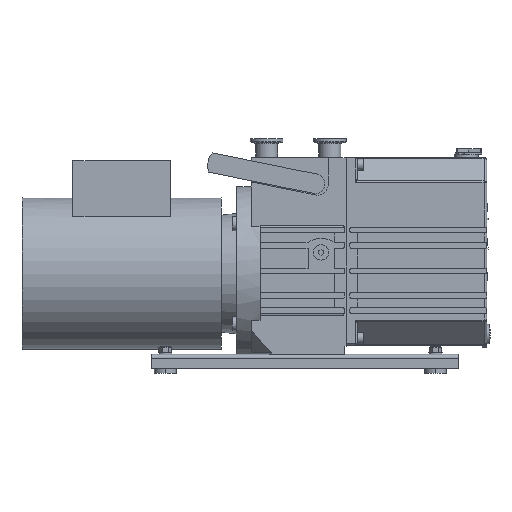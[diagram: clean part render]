
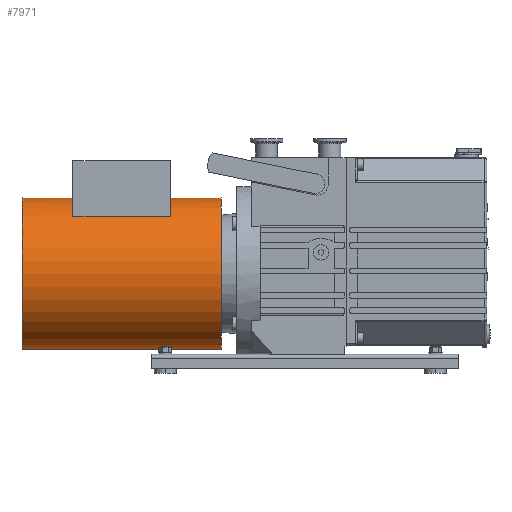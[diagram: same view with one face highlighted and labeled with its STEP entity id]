
A CAD part, left-side view. The second image highlights one B-rep face of the part: STEP entity #7971.
In plain terms, the highlighted cylindrical face has radius 69.5 mm (diameter 139 mm), a full revolution.
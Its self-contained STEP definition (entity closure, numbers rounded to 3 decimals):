
#7908=CARTESIAN_POINT('',(0.,263.5,0.));
#7909=DIRECTION('',(0.0,-1.0,0.0));
#7910=DIRECTION('',(0.0,0.0,-1.0));
#7911=AXIS2_PLACEMENT_3D('',#7908,#7909,#7910);
#7912=CYLINDRICAL_SURFACE('',#7911,69.5);
#7913=CARTESIAN_POINT('',(69.5,297.5,0.));
#7914=VERTEX_POINT('',#7913);
#7915=CARTESIAN_POINT('',(0.,297.5,0.));
#7916=DIRECTION('',(0.0,-1.0,0.0));
#7917=DIRECTION('',(-1.0,0.0,0.0));
#7918=AXIS2_PLACEMENT_3D('',#7915,#7916,#7917);
#7919=CIRCLE('',#7918,69.5);
#7920=EDGE_CURVE('',#7914,#7914,#7919,.T.);
#7921=ORIENTED_EDGE('',*,*,#7920,.T.);
#7922=EDGE_LOOP('',(#7921));
#7923=FACE_OUTER_BOUND('',#7922,.T.);
#7924=CARTESIAN_POINT('',(69.5,114.5,0.));
#7925=VERTEX_POINT('',#7924);
#7926=CARTESIAN_POINT('',(0.,114.5,0.));
#7927=DIRECTION('',(0.0,1.0,0.0));
#7928=DIRECTION('',(-1.0,0.0,0.0));
#7929=AXIS2_PLACEMENT_3D('',#7926,#7927,#7928);
#7930=CIRCLE('',#7929,69.5);
#7931=EDGE_CURVE('',#7925,#7925,#7930,.T.);
#7932=ORIENTED_EDGE('',*,*,#7931,.T.);
#7933=EDGE_LOOP('',(#7932));
#7934=FACE_BOUND('',#7933,.T.);
#7935=CARTESIAN_POINT('',(-46.,250.75,52.098));
#7936=VERTEX_POINT('',#7935);
#7937=CARTESIAN_POINT('',(46.,250.75,52.098));
#7938=VERTEX_POINT('',#7937);
#7939=CARTESIAN_POINT('',(0.,250.75,0.));
#7940=DIRECTION('',(0.0,1.0,0.0));
#7941=DIRECTION('',(0.0,0.0,-1.0));
#7942=AXIS2_PLACEMENT_3D('',#7939,#7940,#7941);
#7943=CIRCLE('',#7942,69.5);
#7944=EDGE_CURVE('',#7936,#7938,#7943,.T.);
#7945=ORIENTED_EDGE('',*,*,#7944,.T.);
#7946=CARTESIAN_POINT('',(46.,161.25,52.098));
#7947=VERTEX_POINT('',#7946);
#7948=CARTESIAN_POINT('',(46.,250.75,52.098));
#7949=DIRECTION('',(0.0,-1.0,0.0));
#7950=VECTOR('',#7949,89.5);
#7951=LINE('',#7948,#7950);
#7952=EDGE_CURVE('',#7938,#7947,#7951,.T.);
#7953=ORIENTED_EDGE('',*,*,#7952,.T.);
#7954=CARTESIAN_POINT('',(-46.,161.25,52.098));
#7955=VERTEX_POINT('',#7954);
#7956=CARTESIAN_POINT('',(0.,161.25,0.));
#7957=DIRECTION('',(0.0,-1.0,0.0));
#7958=DIRECTION('',(0.0,0.0,-1.0));
#7959=AXIS2_PLACEMENT_3D('',#7956,#7957,#7958);
#7960=CIRCLE('',#7959,69.5);
#7961=EDGE_CURVE('',#7947,#7955,#7960,.T.);
#7962=ORIENTED_EDGE('',*,*,#7961,.T.);
#7963=CARTESIAN_POINT('',(-46.,161.25,52.098));
#7964=DIRECTION('',(0.0,1.0,0.0));
#7965=VECTOR('',#7964,89.5);
#7966=LINE('',#7963,#7965);
#7967=EDGE_CURVE('',#7955,#7936,#7966,.T.);
#7968=ORIENTED_EDGE('',*,*,#7967,.T.);
#7969=EDGE_LOOP('',(#7945,#7953,#7962,#7968));
#7970=FACE_BOUND('',#7969,.T.);
#7971=ADVANCED_FACE('',(#7923,#7934,#7970),#7912,.T.);
